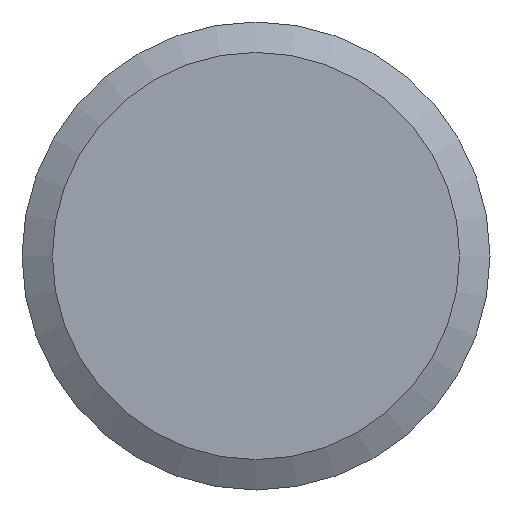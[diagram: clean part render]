
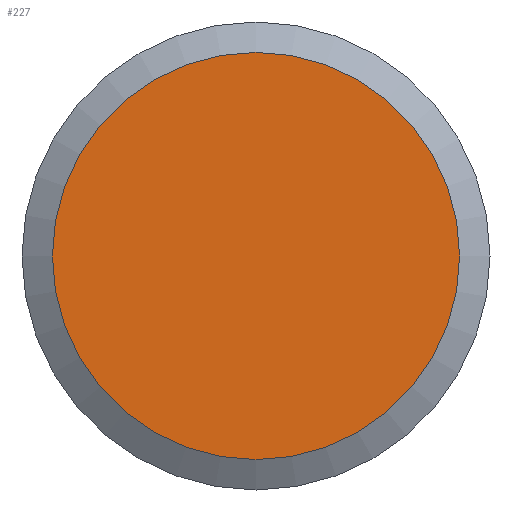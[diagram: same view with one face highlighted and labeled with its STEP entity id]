
A CAD part, front view. The second image highlights one B-rep face of the part: STEP entity #227.
In plain terms, the highlighted planar face has unit normal (0, -1, 0).
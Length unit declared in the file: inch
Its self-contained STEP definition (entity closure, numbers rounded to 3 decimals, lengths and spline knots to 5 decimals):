
#11 = AXIS2_PLACEMENT_3D ( 'NONE', #103, #186, #145 ) ;
#36 = ORIENTED_EDGE ( 'NONE', *, *, #218, .T. ) ;
#43 = CIRCLE ( 'NONE', #141, 0.13702 ) ;
#65 = PLANE ( 'NONE',  #11 ) ;
#79 = DIRECTION ( 'NONE',  ( 0., 0., -1. ) ) ;
#91 = CARTESIAN_POINT ( 'NONE',  ( 0., -1.77165, 0. ) ) ;
#103 = CARTESIAN_POINT ( 'NONE',  ( 0., -1.77165, 0.13702 ) ) ;
#113 = CARTESIAN_POINT ( 'NONE',  ( 0., -1.77165, -0.13702 ) ) ;
#122 = EDGE_LOOP ( 'NONE', ( #36 ) ) ;
#141 = AXIS2_PLACEMENT_3D ( 'NONE', #91, #236, #79 ) ;
#145 = DIRECTION ( 'NONE',  ( 0., 0., 1. ) ) ;
#178 = VERTEX_POINT ( 'NONE', #113 ) ;
#186 = DIRECTION ( 'NONE',  ( 0., 1., 0. ) ) ;
#191 = FACE_OUTER_BOUND ( 'NONE', #122, .T. ) ;
#218 = EDGE_CURVE ( 'NONE', #178, #178, #43, .T. ) ;
#227 = ADVANCED_FACE ( 'NONE', ( #191 ), #65, .F. ) ;
#236 = DIRECTION ( 'NONE',  ( 0., -1., 0. ) ) ;
